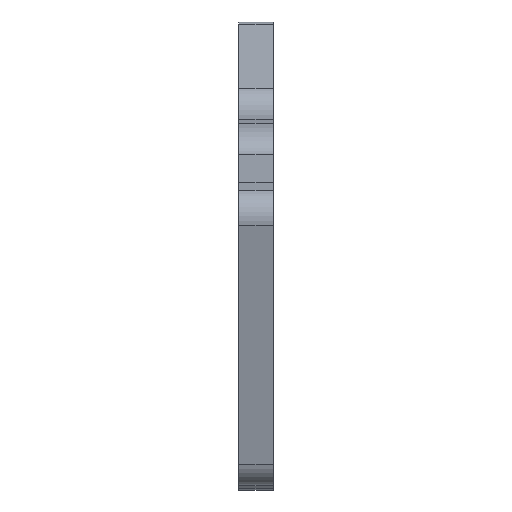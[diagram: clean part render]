
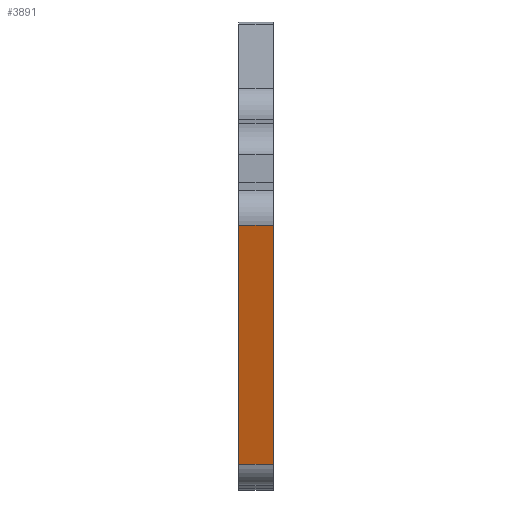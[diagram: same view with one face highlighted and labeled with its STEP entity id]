
A CAD part, left-side view. The second image highlights one B-rep face of the part: STEP entity #3891.
In plain terms, the highlighted planar face has unit normal (-0.966, 0, -0.259).
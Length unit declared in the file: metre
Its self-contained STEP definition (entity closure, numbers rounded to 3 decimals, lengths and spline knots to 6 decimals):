
#459=ORIENTED_EDGE('',*,*,#1611,.F.);
#460=ORIENTED_EDGE('',*,*,#1612,.T.);
#461=ORIENTED_EDGE('',*,*,#1552,.T.);
#462=ORIENTED_EDGE('',*,*,#1613,.T.);
#1552=EDGE_CURVE('',#2132,#2131,#2476,.T.);
#1611=EDGE_CURVE('',#2185,#2186,#2527,.T.);
#1612=EDGE_CURVE('',#2185,#2132,#2528,.T.);
#1613=EDGE_CURVE('',#2131,#2186,#2529,.F.);
#2131=VERTEX_POINT('',#5593);
#2132=VERTEX_POINT('',#5595);
#2185=VERTEX_POINT('',#5715);
#2186=VERTEX_POINT('',#5716);
#2476=LINE('',#5594,#2896);
#2527=LINE('',#5714,#2947);
#2528=LINE('',#5717,#2948);
#2529=LINE('',#5718,#2949);
#2896=VECTOR('',#4472,1.);
#2947=VECTOR('',#4555,1.);
#2948=VECTOR('',#4556,1.);
#2949=VECTOR('',#4557,1.);
#3243=EDGE_LOOP('',(#459,#460,#461,#462));
#3504=FACE_BOUND('',#3243,.T.);
#3751=PLANE('',#4143);
#3891=ADVANCED_FACE('',(#3504),#3751,.F.);
#4143=AXIS2_PLACEMENT_3D('',#5713,#4553,#4554);
#4472=DIRECTION('',(0.259,0.,-0.966));
#4553=DIRECTION('',(0.966,0.,0.259));
#4554=DIRECTION('',(0.259,0.,-0.966));
#4555=DIRECTION('',(0.259,0.,-0.966));
#4556=DIRECTION('',(0.,1.,0.));
#4557=DIRECTION('',(0.,1.,0.));
#5593=CARTESIAN_POINT('',(0.040894,0.0052,0.022518));
#5594=CARTESIAN_POINT('',(0.030712,0.0052,0.060519));
#5595=CARTESIAN_POINT('',(0.020768,0.0052,0.09763));
#5713=CARTESIAN_POINT('',(0.030712,-0.0025,0.060519));
#5714=CARTESIAN_POINT('',(0.030712,-0.0055,0.060519));
#5715=CARTESIAN_POINT('',(0.020768,-0.0055,0.09763));
#5716=CARTESIAN_POINT('',(0.040894,-0.0055,0.022518));
#5717=CARTESIAN_POINT('',(0.020768,0.0052,0.09763));
#5718=CARTESIAN_POINT('',(0.040894,-0.0055,0.022518));
